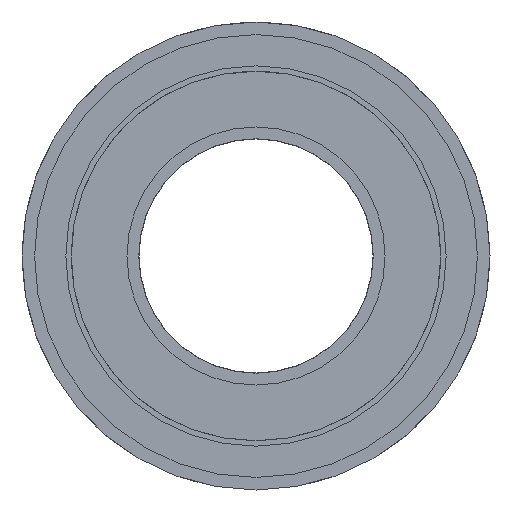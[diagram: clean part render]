
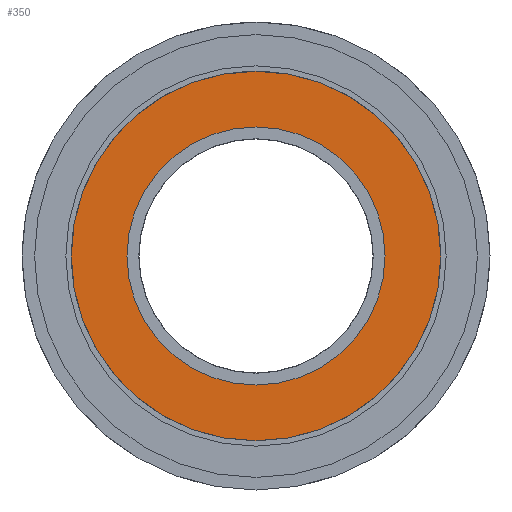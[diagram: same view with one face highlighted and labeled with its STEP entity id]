
A CAD part, front view. The second image highlights one B-rep face of the part: STEP entity #350.
In plain terms, the highlighted face is planar.
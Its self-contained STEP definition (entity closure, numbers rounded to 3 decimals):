
#12 = DIRECTION ( 'NONE',  ( 0., 1., 0. ) ) ;
#140 = EDGE_LOOP ( 'NONE', ( #1619 ) ) ;
#142 = DIRECTION ( 'NONE',  ( 0., 0., -1. ) ) ;
#217 = CARTESIAN_POINT ( 'NONE',  ( 0., 3., -26.2 ) ) ;
#258 = DIRECTION ( 'NONE',  ( 0., 1., 0. ) ) ;
#266 = CARTESIAN_POINT ( 'NONE',  ( 0., 3., 0. ) ) ;
#286 = VERTEX_POINT ( 'NONE', #217 ) ;
#350 = ADVANCED_FACE ( 'NONE', ( #1276, #1805 ), #1118, .T. ) ;
#395 = EDGE_CURVE ( 'NONE', #286, #286, #681, .T. ) ;
#411 = DIRECTION ( 'NONE',  ( 0., -1., 0. ) ) ;
#452 = AXIS2_PLACEMENT_3D ( 'NONE', #266, #258, #1538 ) ;
#642 = AXIS2_PLACEMENT_3D ( 'NONE', #1122, #411, #142 ) ;
#649 = CARTESIAN_POINT ( 'NONE',  ( 0., 3., 37.5 ) ) ;
#681 = CIRCLE ( 'NONE', #642, 26.2 ) ;
#1008 = AXIS2_PLACEMENT_3D ( 'NONE', #1272, #12, #1124 ) ;
#1086 = CIRCLE ( 'NONE', #1008, 37.5 ) ;
#1118 = PLANE ( 'NONE',  #452 ) ;
#1122 = CARTESIAN_POINT ( 'NONE',  ( 0., 3., 0. ) ) ;
#1124 = DIRECTION ( 'NONE',  ( 0., 0., 1. ) ) ;
#1152 = ORIENTED_EDGE ( 'NONE', *, *, #1474, .T. ) ;
#1272 = CARTESIAN_POINT ( 'NONE',  ( 0., 3., 0. ) ) ;
#1276 = FACE_BOUND ( 'NONE', #140, .T. ) ;
#1474 = EDGE_CURVE ( 'NONE', #1818, #1818, #1086, .T. ) ;
#1527 = EDGE_LOOP ( 'NONE', ( #1152 ) ) ;
#1538 = DIRECTION ( 'NONE',  ( 0., 0., 1. ) ) ;
#1619 = ORIENTED_EDGE ( 'NONE', *, *, #395, .T. ) ;
#1805 = FACE_OUTER_BOUND ( 'NONE', #1527, .T. ) ;
#1818 = VERTEX_POINT ( 'NONE', #649 ) ;
